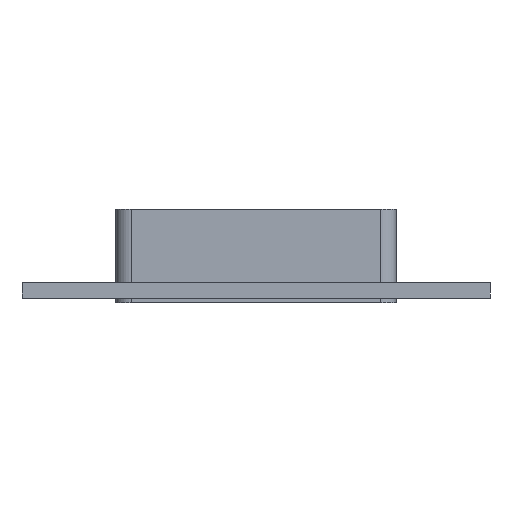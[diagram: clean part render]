
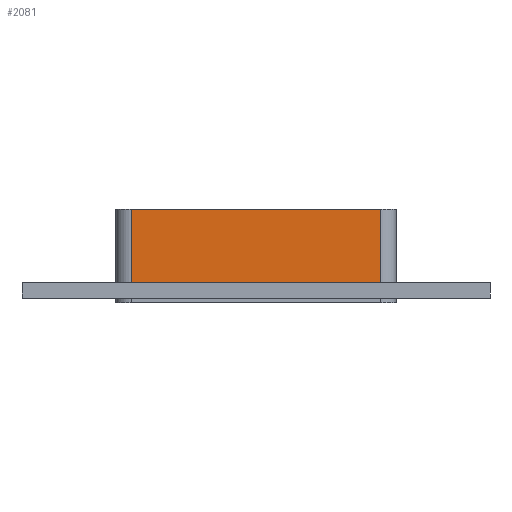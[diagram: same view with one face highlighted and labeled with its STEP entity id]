
A CAD part, left-side view. The second image highlights one B-rep face of the part: STEP entity #2081.
In plain terms, the highlighted planar face has unit normal (-1, 0, 0).
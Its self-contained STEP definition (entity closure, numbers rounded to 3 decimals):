
#859=CARTESIAN_POINT('',(-331.25,-79.75,-17.0));
#860=VERTEX_POINT('',#859);
#868=CARTESIAN_POINT('',(-331.25,79.75,-17.0));
#869=VERTEX_POINT('',#868);
#870=CARTESIAN_POINT('',(-331.25,79.75,-17.));
#871=DIRECTION('',(0.0,-1.0,0.0));
#872=VECTOR('',#871,159.5);
#873=LINE('',#870,#872);
#874=EDGE_CURVE('',#869,#860,#873,.T.);
#1508=CARTESIAN_POINT('',(-331.25,-79.75,30.0));
#1509=VERTEX_POINT('',#1508);
#1517=CARTESIAN_POINT('',(-331.25,-79.75,30.0));
#1518=DIRECTION('',(0.0,0.0,-1.0));
#1519=VECTOR('',#1518,47.0);
#1520=LINE('',#1517,#1519);
#1521=EDGE_CURVE('',#1509,#860,#1520,.T.);
#1532=CARTESIAN_POINT('',(-331.25,79.75,30.0));
#1533=VERTEX_POINT('',#1532);
#1534=CARTESIAN_POINT('',(-331.25,79.75,-17.0));
#1535=DIRECTION('',(0.0,0.0,1.0));
#1536=VECTOR('',#1535,47.0);
#1537=LINE('',#1534,#1536);
#1538=EDGE_CURVE('',#869,#1533,#1537,.T.);
#2065=CARTESIAN_POINT('',(-331.25,89.75,0.0));
#2066=DIRECTION('',(-1.0,0.0,0.0));
#2067=DIRECTION('',(0.0,-1.0,0.0));
#2068=AXIS2_PLACEMENT_3D('',#2065,#2066,#2067);
#2069=PLANE('',#2068);
#2070=ORIENTED_EDGE('',*,*,#874,.T.);
#2071=ORIENTED_EDGE('',*,*,#1521,.F.);
#2072=CARTESIAN_POINT('',(-331.25,79.75,30.0));
#2073=DIRECTION('',(0.0,-1.0,0.0));
#2074=VECTOR('',#2073,159.5);
#2075=LINE('',#2072,#2074);
#2076=EDGE_CURVE('',#1533,#1509,#2075,.T.);
#2077=ORIENTED_EDGE('',*,*,#2076,.F.);
#2078=ORIENTED_EDGE('',*,*,#1538,.F.);
#2079=EDGE_LOOP('',(#2070,#2071,#2077,#2078));
#2080=FACE_OUTER_BOUND('',#2079,.T.);
#2081=ADVANCED_FACE('',(#2080),#2069,.T.);
